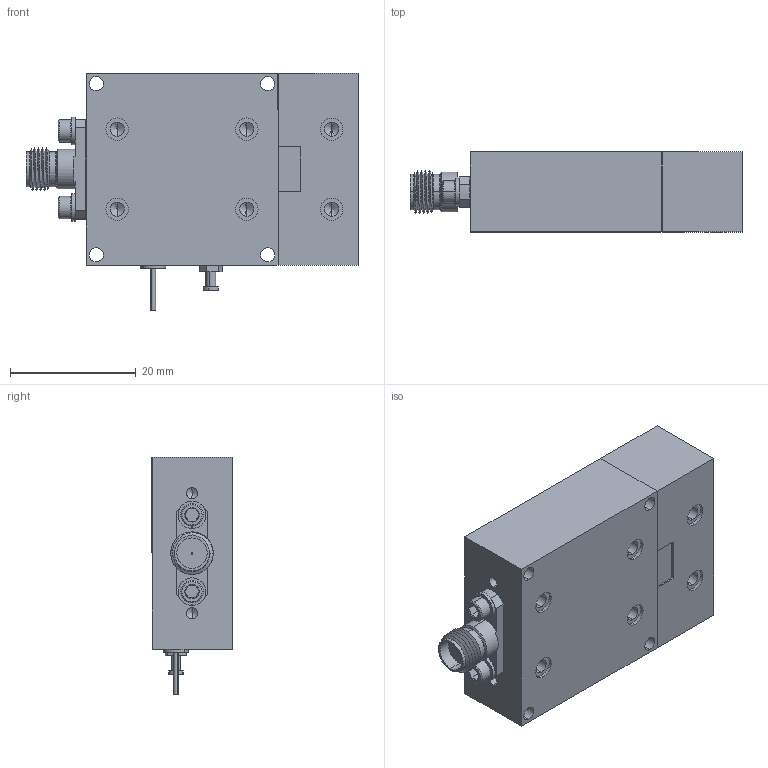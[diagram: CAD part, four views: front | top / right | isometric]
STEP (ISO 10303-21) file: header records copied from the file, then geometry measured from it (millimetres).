
FILE_DESCRIPTION (( 'STEP AP203' ), '1' );
FILE_NAME ('DMBX-28-104-1 DF.STEP', '2019-06-07T22:12:37', ( '' ), ( '' ), 'SwSTEP 2.0', 'SolidWorks 2016', '' );
FILE_SCHEMA (( 'CONFIG_CONTROL_DESIGN' ));
Length unit declared in the file: inch
Products named in the file (1): DMBX-28-104-1 DF
Bounding box: 52.7 x 12.7 x 37.72 mm (x, y, z)
Volume: 16568.1 mm3; surface area: 7335.9 mm2
Topology: 2 solids, 3 shells, 440 faces, 1063 edges, 652 vertices
Faces by surface type: plane 189, cylinder 145, cone 102, torus 2, bspline 2
Entity records: 13463 total; most frequent: CARTESIAN_POINT 3216, DIRECTION 2175, ORIENTED_EDGE 2070, EDGE_CURVE 1035, AXIS2_PLACEMENT_3D 835, VERTEX_POINT 652, EDGE_LOOP 505, LINE 505
